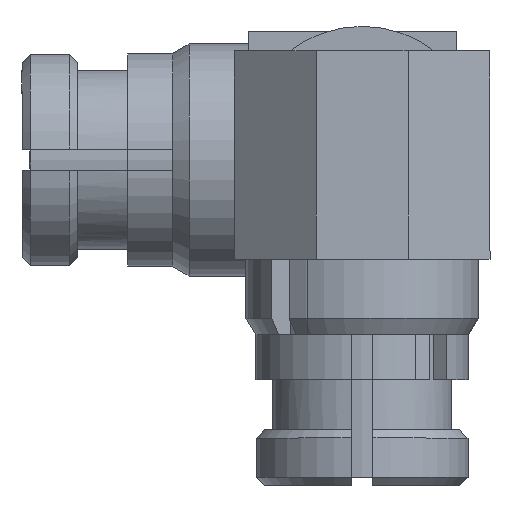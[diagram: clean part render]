
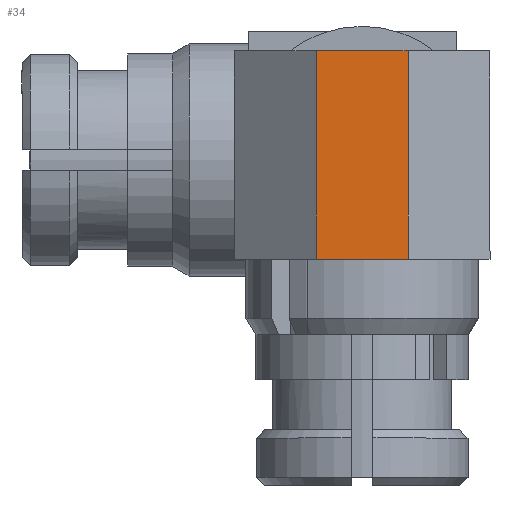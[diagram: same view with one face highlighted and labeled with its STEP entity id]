
A CAD part, top view. The second image highlights one B-rep face of the part: STEP entity #34.
In plain terms, the highlighted face is planar.
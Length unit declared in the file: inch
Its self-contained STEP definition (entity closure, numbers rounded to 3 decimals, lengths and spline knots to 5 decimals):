
#34 = ADVANCED_FACE ( 'NONE', ( #1206 ), #1909, .F. ) ;
#144 = VERTEX_POINT ( 'NONE', #2487 ) ;
#707 = EDGE_CURVE ( 'NONE', #3099, #1120, #3353, .T. ) ;
#825 = EDGE_CURVE ( 'NONE', #3099, #3232, #1698, .T. ) ;
#950 = ORIENTED_EDGE ( 'NONE', *, *, #2857, .F. ) ;
#1120 = VERTEX_POINT ( 'NONE', #3420 ) ;
#1157 = AXIS2_PLACEMENT_3D ( 'NONE', #2001, #2732, #2702 ) ;
#1206 = FACE_OUTER_BOUND ( 'NONE', #3114, .T. ) ;
#1288 = ORIENTED_EDGE ( 'NONE', *, *, #825, .T. ) ;
#1445 = LINE ( 'NONE', #3660, #1560 ) ;
#1472 = VECTOR ( 'NONE', #4383, 39.37008 ) ;
#1560 = VECTOR ( 'NONE', #2926, 39.37008 ) ;
#1698 = LINE ( 'NONE', #1773, #1472 ) ;
#1773 = CARTESIAN_POINT ( 'NONE',  ( 0.403, 0.078, 0.028 ) ) ;
#1909 = PLANE ( 'NONE',  #1157 ) ;
#1978 = ORIENTED_EDGE ( 'NONE', *, *, #2698, .F. ) ;
#2001 = CARTESIAN_POINT ( 'NONE',  ( 0.75062, 0.078, 0.078 ) ) ;
#2328 = VECTOR ( 'NONE', #2896, 39.37008 ) ;
#2453 = LINE ( 'NONE', #3971, #2328 ) ;
#2487 = CARTESIAN_POINT ( 'NONE',  ( 0.265, 0.078, -0.028 ) ) ;
#2698 = EDGE_CURVE ( 'NONE', #1120, #144, #2453, .T. ) ;
#2702 = DIRECTION ( 'NONE',  ( 0., 0., -1. ) ) ;
#2732 = DIRECTION ( 'NONE',  ( 0., -1., 0. ) ) ;
#2857 = EDGE_CURVE ( 'NONE', #144, #3232, #1445, .T. ) ;
#2890 = CARTESIAN_POINT ( 'NONE',  ( 0.265, 0.078, 0.028 ) ) ;
#2896 = DIRECTION ( 'NONE',  ( 1., 0., 0. ) ) ;
#2926 = DIRECTION ( 'NONE',  ( 0., 0., 1. ) ) ;
#3099 = VERTEX_POINT ( 'NONE', #3751 ) ;
#3114 = EDGE_LOOP ( 'NONE', ( #3389, #1288, #950, #1978 ) ) ;
#3232 = VERTEX_POINT ( 'NONE', #2890 ) ;
#3353 = LINE ( 'NONE', #4102, #3732 ) ;
#3389 = ORIENTED_EDGE ( 'NONE', *, *, #707, .F. ) ;
#3420 = CARTESIAN_POINT ( 'NONE',  ( 0.138, 0.078, -0.028 ) ) ;
#3660 = CARTESIAN_POINT ( 'NONE',  ( 0.265, 0.078, 0.078 ) ) ;
#3732 = VECTOR ( 'NONE', #4456, 39.37008 ) ;
#3751 = CARTESIAN_POINT ( 'NONE',  ( 0.138, 0.078, 0.028 ) ) ;
#3971 = CARTESIAN_POINT ( 'NONE',  ( 0.403, 0.078, -0.028 ) ) ;
#4102 = CARTESIAN_POINT ( 'NONE',  ( 0.138, 0.078, 0.078 ) ) ;
#4383 = DIRECTION ( 'NONE',  ( 1., 0., 0. ) ) ;
#4456 = DIRECTION ( 'NONE',  ( 0., 0., -1. ) ) ;
